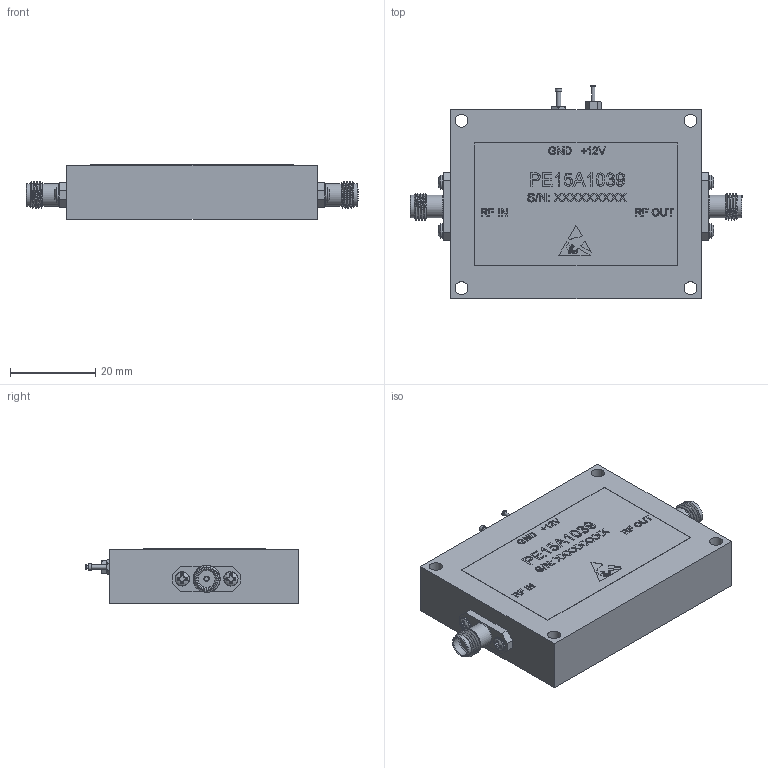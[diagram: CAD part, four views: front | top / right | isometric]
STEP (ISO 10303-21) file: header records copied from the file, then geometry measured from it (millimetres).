
FILE_DESCRIPTION (( 'STEP AP203' ), '1' );
FILE_NAME ('PE15A1039_3D.step', '2021-09-27T15:18:34', ( '' ), ( '' ), 'SwSTEP 2.0', 'SolidWorks 2021', '' );
FILE_SCHEMA (( 'CONFIG_CONTROL_DESIGN' ));
Length unit declared in the file: inch
Products named in the file (1): PE15A1039_3D
Bounding box: 78.08 x 50.29 x 12.78 mm (x, y, z)
Volume: 33629.9 mm3; surface area: 9208.7 mm2
Topology: 1 solids, 9 shells, 900 faces, 2375 edges, 1576 vertices
Faces by surface type: plane 538, bspline 195, cylinder 115, cone 38, torus 10, sphere 4
Full cylindrical faces by diameter (mm): 0.762 x1, 1.016 x5, 1.27 x4, 1.292 x1, 1.524 x1, 1.854 x4, 3.048 x4, 3.393 x4, 4.521 x2, 5.08 x2, 5.334 x4
Entity records: 43113 total; most frequent: CARTESIAN_POINT 22718, ORIENTED_EDGE 4618, DIRECTION 3329, EDGE_CURVE 2309, VERTEX_POINT 1562, LINE 1473, VECTOR 1473, EDGE_LOOP 1047
